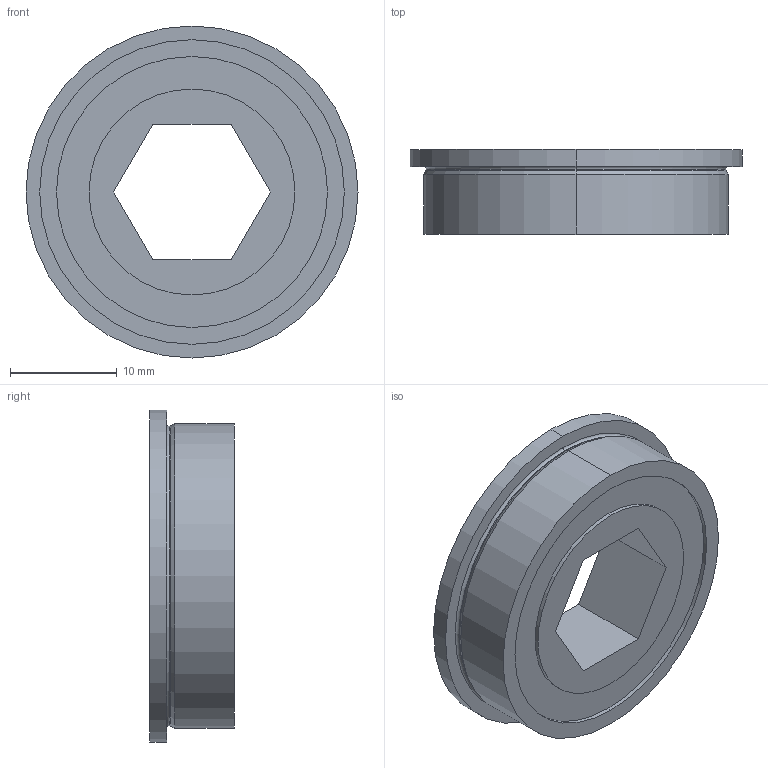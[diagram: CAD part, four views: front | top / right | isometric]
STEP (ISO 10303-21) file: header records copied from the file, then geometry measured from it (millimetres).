
FILE_DESCRIPTION (( 'STEP AP214' ), '1' );
FILE_NAME ('217-3875-STEP-20140818.STEP', '2014-08-18T20:57:57', ( '' ), ( '' ), 'SwSTEP 2.0', 'SolidWorks 2014', '' );
FILE_SCHEMA (( 'AUTOMOTIVE_DESIGN' ));
Length unit declared in the file: inch
Products named in the file (1): 217-3875-STEP-20140818
Bounding box: 31.11 x 7.94 x 31.11 mm (x, y, z)
Volume: 3986.2 mm3; surface area: 2439.6 mm2
Topology: 1 solids, 1 shells, 31 faces, 66 edges, 42 vertices
Faces by surface type: plane 13, cylinder 12, torus 4, cone 2
Entity records: 903 total; most frequent: DIRECTION 164, CARTESIAN_POINT 140, ORIENTED_EDGE 132, EDGE_CURVE 66, AXIS2_PLACEMENT_3D 66, VERTEX_POINT 42, EDGE_LOOP 38, CIRCLE 34
